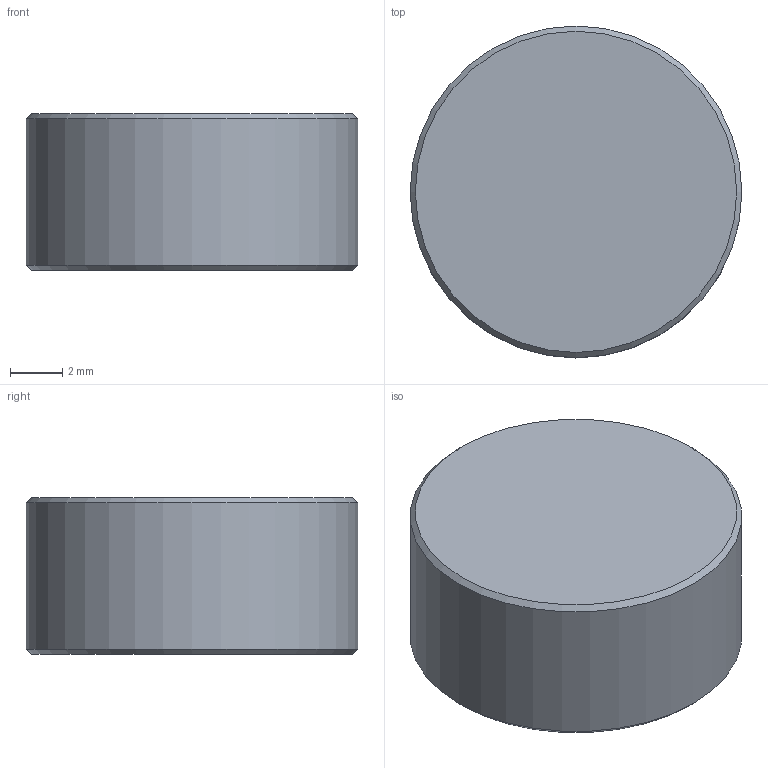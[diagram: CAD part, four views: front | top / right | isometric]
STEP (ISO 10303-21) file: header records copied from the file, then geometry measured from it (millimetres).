
FILE_DESCRIPTION(/* description */ (''),/* implementation_level */ '2;1');
FILE_NAME(/* name */ 'Mirror_v1.step',/* time_stamp */ '2024-02-15T15:48:09-05:00',/* author */ (''),/* organization */ (''),/* preprocessor_version */ 'ST-DEVELOPER v20',/* originating_system */ 'Autodesk Translation Framework v12.20.1.177',/* authorisation */ '');
FILE_SCHEMA (('AUTOMOTIVE_DESIGN { 1 0 10303 214 3 1 1 }'));
Length unit declared in the file: inch
Products named in the file (1): Mirror
Bounding box: 12.7 x 12.7 x 6 mm (x, y, z)
Volume: 758.5 mm3; surface area: 483.3 mm2
Topology: 1 solids, 1 shells, 32 faces, 212 edges, 209 vertices
Faces by surface type: plane 29, cone 2, cylinder 1
Full cylindrical faces by diameter (mm): 12.7 x1
Entity records: 3596 total; most frequent: CARTESIAN_POINT 1990, ORIENTED_EDGE 424, EDGE_CURVE 212, VERTEX_POINT 209, DIRECTION 183, LINE 107, VECTOR 107, B_SPLINE_CURVE_WITH_KNOTS 100
